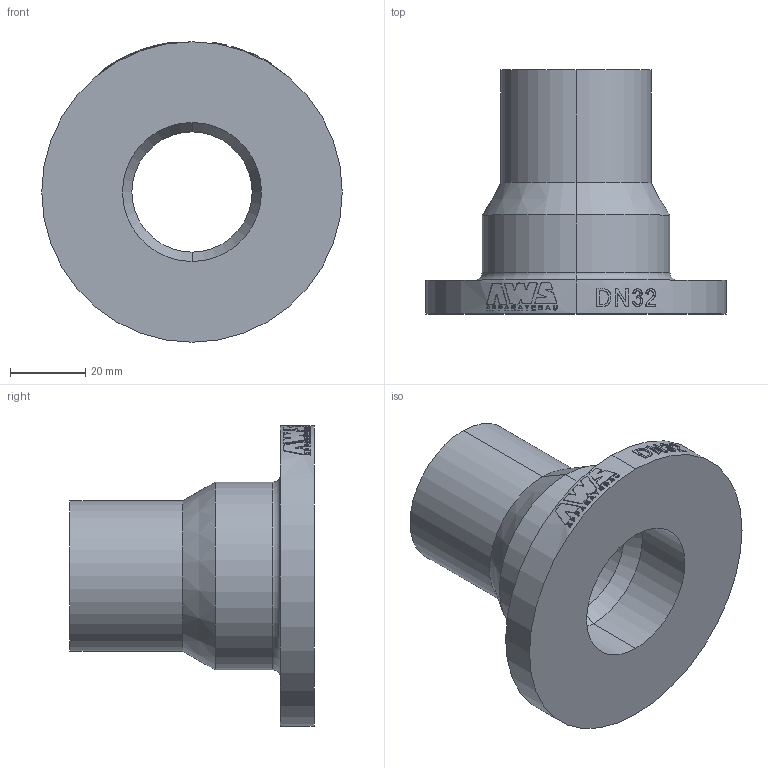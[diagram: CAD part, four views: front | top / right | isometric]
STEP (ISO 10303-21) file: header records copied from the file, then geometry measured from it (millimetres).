
FILE_DESCRIPTION (( 'STEP AP203' ), '1' );
FILE_NAME ('05 050 033_TAB.STEP', '2015-10-22T09:38:53', ( 'rv' ), ( 'Hewlett-Packard Company' ), 'SwSTEP 2.0', 'SolidWorks 2012', '' );
FILE_SCHEMA (( 'CONFIG_CONTROL_DESIGN' ));
Length unit declared in the file: millimetre
Products named in the file (1): 05 050 033_TAB
Bounding box: 80 x 65 x 80 mm (x, y, z)
Volume: 73606.5 mm3; surface area: 24336.5 mm2
Topology: 1 solids, 1 shells, 265 faces, 692 edges, 458 vertices
Faces by surface type: bspline 121, plane 100, cylinder 38, cone 4, torus 2
Entity records: 22886 total; most frequent: CARTESIAN_POINT 17286, ORIENTED_EDGE 1384, DIRECTION 734, EDGE_CURVE 692, VERTEX_POINT 458, B_SPLINE_CURVE_WITH_KNOTS 400, AXIS2_PLACEMENT_3D 297, EDGE_LOOP 296
